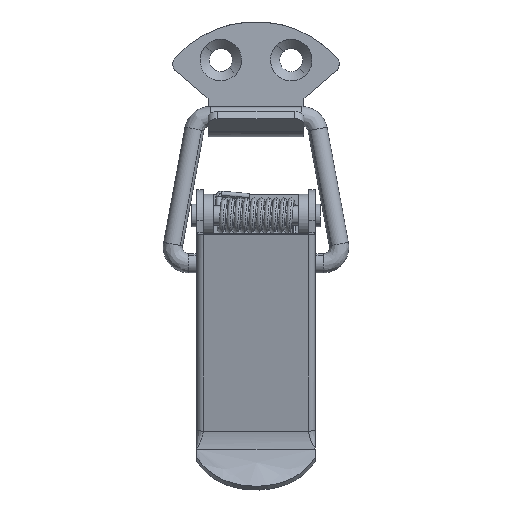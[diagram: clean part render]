
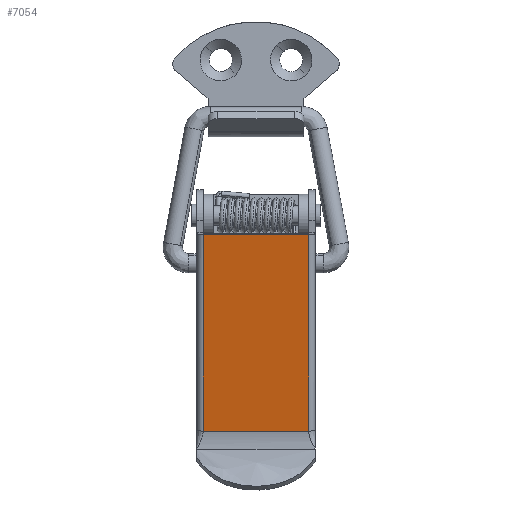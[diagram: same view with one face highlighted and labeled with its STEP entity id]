
A CAD part, front view. The second image highlights one B-rep face of the part: STEP entity #7054.
In plain terms, the highlighted free-form (B-spline) face has degree [1, 1] with [2, 2] control points.
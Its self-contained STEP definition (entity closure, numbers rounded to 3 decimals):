
#6638=CARTESIAN_POINT('',(-8.25,-0.801,-48.49));
#6639=VERTEX_POINT('',#6638);
#6684=CARTESIAN_POINT('',(-8.25,-6.721,-17.806));
#6685=VERTEX_POINT('',#6684);
#6703=CARTESIAN_POINT('',(-8.25,-6.721,-17.806));
#6704=CARTESIAN_POINT('',(-8.25,-0.801,-48.49));
#6705=QUASI_UNIFORM_CURVE('',1,(#6703,#6704),.UNSPECIFIED.,.F.,.U.);
#6706=EDGE_CURVE('',#6685,#6639,#6705,.T.);
#6733=CARTESIAN_POINT('',(8.25,-0.801,-48.49));
#6734=VERTEX_POINT('',#6733);
#6785=CARTESIAN_POINT('',(8.25,-6.721,-17.806));
#6786=VERTEX_POINT('',#6785);
#6800=CARTESIAN_POINT('',(8.25,-0.801,-48.49));
#6801=CARTESIAN_POINT('',(8.25,-6.721,-17.806));
#6802=QUASI_UNIFORM_CURVE('',1,(#6800,#6801),.UNSPECIFIED.,.F.,.U.);
#6803=EDGE_CURVE('',#6734,#6786,#6802,.T.);
#7035=CARTESIAN_POINT('',(9.074,-0.505,-50.023));
#7036=CARTESIAN_POINT('',(9.074,-7.017,-16.273));
#7037=CARTESIAN_POINT('',(-9.074,-0.505,-50.023));
#7038=CARTESIAN_POINT('',(-9.074,-7.017,-16.273));
#7039=B_SPLINE_SURFACE_WITH_KNOTS('',1,1,((#7035,#7037),(#7036,#7038)),.UNSPECIFIED.,.F.,.F.,.U.,(2,2),(2,2),(0.0,34.372),(0.0,18.148),.UNSPECIFIED.);
#7040=CARTESIAN_POINT('',(8.25,-6.721,-17.806));
#7041=CARTESIAN_POINT('',(-8.25,-6.721,-17.806));
#7042=QUASI_UNIFORM_CURVE('',1,(#7040,#7041),.UNSPECIFIED.,.F.,.U.);
#7043=EDGE_CURVE('',#6786,#6685,#7042,.T.);
#7044=ORIENTED_EDGE('',*,*,#7043,.T.);
#7045=ORIENTED_EDGE('',*,*,#6706,.T.);
#7046=CARTESIAN_POINT('',(8.25,-0.801,-48.49));
#7047=CARTESIAN_POINT('',(-8.25,-0.801,-48.49));
#7048=QUASI_UNIFORM_CURVE('',1,(#7046,#7047),.UNSPECIFIED.,.F.,.U.);
#7049=EDGE_CURVE('',#6734,#6639,#7048,.T.);
#7050=ORIENTED_EDGE('',*,*,#7049,.F.);
#7051=ORIENTED_EDGE('',*,*,#6803,.T.);
#7052=EDGE_LOOP('',(#7044,#7045,#7050,#7051));
#7053=FACE_OUTER_BOUND('',#7052,.T.);
#7054=ADVANCED_FACE('',(#7053),#7039,.T.);
